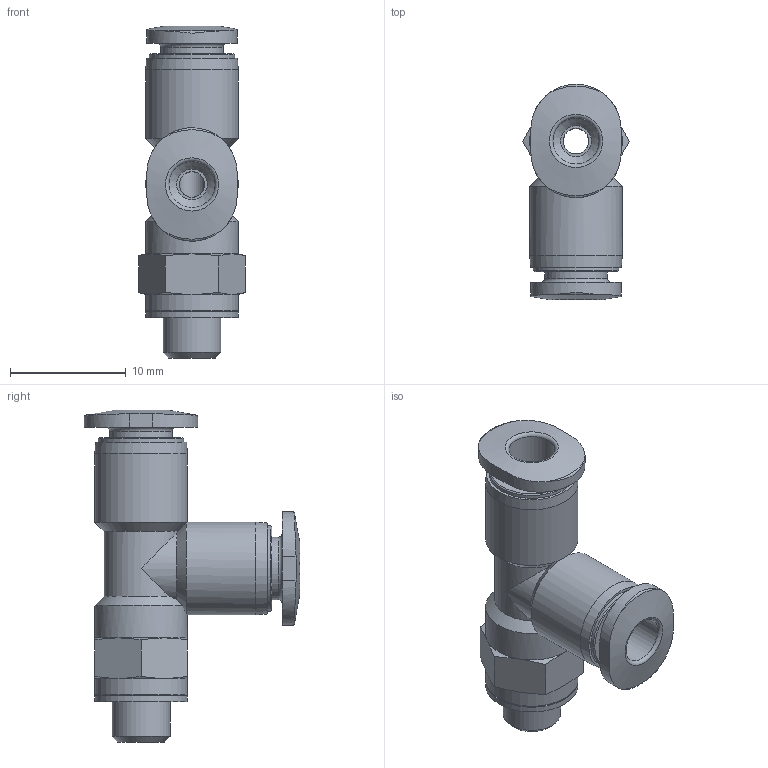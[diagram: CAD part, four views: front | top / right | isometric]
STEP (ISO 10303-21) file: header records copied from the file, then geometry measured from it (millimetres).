
FILE_DESCRIPTION(/* description */ ('STEP AP214'),/* implementation_level */ '2;1');
FILE_NAME(/* name */ '153361_QSMTL-M5-4',/* time_stamp */ '2024-09-14T13:44:30+02:00',/* author */ ('License CC BY-ND 4.0'),/* organization */ ('CADENAS'),/* preprocessor_version */ 'ST-DEVELOPER v19.3',/* originating_system */ 'PARTsolutions',/* authorisation */ ' ');
FILE_SCHEMA (('AUTOMOTIVE_DESIGN {1 0 10303 214 3 1 1}'));
Length unit declared in the file: millimetre
Products named in the file (1): 153361 QSMTL-M5-4
Bounding box: 9.24 x 18.6 x 28.7 mm (x, y, z)
Volume: 1376.2 mm3; surface area: 1589.6 mm2
Topology: 1 solids, 1 shells, 77 faces, 183 edges, 115 vertices
Faces by surface type: cone 27, cylinder 21, plane 21, torus 8
Full cylindrical faces by diameter (mm): 2.2 x2, 4 x2, 5 x1, 5.4 x2, 7.4 x2, 8 x5
Entity records: 2616 total; most frequent: CARTESIAN_POINT 496, DIRECTION 314, ORIENTED_EDGE 288, AXIS2_PLACEMENT_3D 148, EDGE_CURVE 144, EDGE_LOOP 118, FACE_BOUND 118, VERTEX_POINT 106
